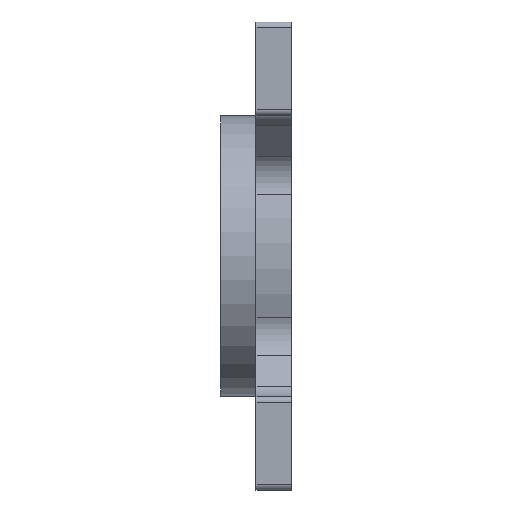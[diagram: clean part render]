
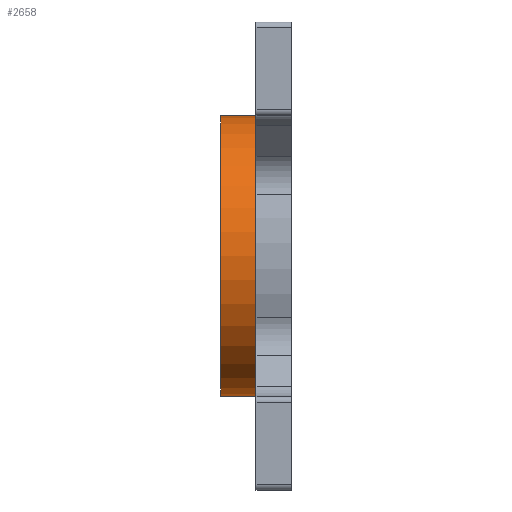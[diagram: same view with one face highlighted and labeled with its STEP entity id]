
A CAD part, left-side view. The second image highlights one B-rep face of the part: STEP entity #2658.
In plain terms, the highlighted cylindrical face has radius 12 mm (diameter 24 mm), a partial arc.
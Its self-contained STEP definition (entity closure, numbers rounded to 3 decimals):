
#180 = FACE_OUTER_BOUND ( 'NONE', #6132, .T. ) ;
#297 = VERTEX_POINT ( 'NONE', #2113 ) ;
#892 = LINE ( 'NONE', #1637, #5524 ) ;
#1097 = CARTESIAN_POINT ( 'NONE',  ( 0., 45.941, -12. ) ) ;
#1318 = DIRECTION ( 'NONE',  ( 0., 0., -1. ) ) ;
#1375 = EDGE_CURVE ( 'NONE', #3136, #1534, #2409, .T. ) ;
#1485 = EDGE_CURVE ( 'NONE', #1534, #297, #4447, .T. ) ;
#1534 = VERTEX_POINT ( 'NONE', #4847 ) ;
#1557 = DIRECTION ( 'NONE',  ( 0., -1., 0. ) ) ;
#1637 = CARTESIAN_POINT ( 'NONE',  ( 0., 45.941, 12. ) ) ;
#2051 = ORIENTED_EDGE ( 'NONE', *, *, #5406, .F. ) ;
#2113 = CARTESIAN_POINT ( 'NONE',  ( 0., 3., 12. ) ) ;
#2407 = EDGE_CURVE ( 'NONE', #3049, #297, #892, .T. ) ;
#2409 = LINE ( 'NONE', #1097, #3018 ) ;
#2533 = CARTESIAN_POINT ( 'NONE',  ( 0., 6., 0. ) ) ;
#2658 = ADVANCED_FACE ( 'NONE', ( #180 ), #4030, .T. ) ;
#3018 = VECTOR ( 'NONE', #1557, 1000. ) ;
#3043 = ORIENTED_EDGE ( 'NONE', *, *, #1375, .T. ) ;
#3049 = VERTEX_POINT ( 'NONE', #6002 ) ;
#3092 = DIRECTION ( 'NONE',  ( 0., 0., 1. ) ) ;
#3136 = VERTEX_POINT ( 'NONE', #5563 ) ;
#3180 = CIRCLE ( 'NONE', #3579, 12. ) ;
#3321 = DIRECTION ( 'NONE',  ( 0., -1., 0. ) ) ;
#3496 = ORIENTED_EDGE ( 'NONE', *, *, #1485, .T. ) ;
#3579 = AXIS2_PLACEMENT_3D ( 'NONE', #2533, #5086, #3092 ) ;
#3915 = DIRECTION ( 'NONE',  ( 0., 1., 0. ) ) ;
#4030 = CYLINDRICAL_SURFACE ( 'NONE', #4077, 12. ) ;
#4077 = AXIS2_PLACEMENT_3D ( 'NONE', #4359, #3321, #1318 ) ;
#4359 = CARTESIAN_POINT ( 'NONE',  ( 0., 45.941, 0. ) ) ;
#4447 = CIRCLE ( 'NONE', #5174, 12. ) ;
#4488 = ORIENTED_EDGE ( 'NONE', *, *, #2407, .F. ) ;
#4847 = CARTESIAN_POINT ( 'NONE',  ( 0., 3., -12. ) ) ;
#5086 = DIRECTION ( 'NONE',  ( 0., 1., 0. ) ) ;
#5174 = AXIS2_PLACEMENT_3D ( 'NONE', #6437, #3915, #5957 ) ;
#5406 = EDGE_CURVE ( 'NONE', #3136, #3049, #3180, .T. ) ;
#5524 = VECTOR ( 'NONE', #6124, 1000. ) ;
#5563 = CARTESIAN_POINT ( 'NONE',  ( 0., 6., -12. ) ) ;
#5957 = DIRECTION ( 'NONE',  ( 0., 0., 1. ) ) ;
#6002 = CARTESIAN_POINT ( 'NONE',  ( 0., 6., 12. ) ) ;
#6124 = DIRECTION ( 'NONE',  ( 0., -1., 0. ) ) ;
#6132 = EDGE_LOOP ( 'NONE', ( #4488, #2051, #3043, #3496 ) ) ;
#6437 = CARTESIAN_POINT ( 'NONE',  ( 0., 3., 0. ) ) ;
